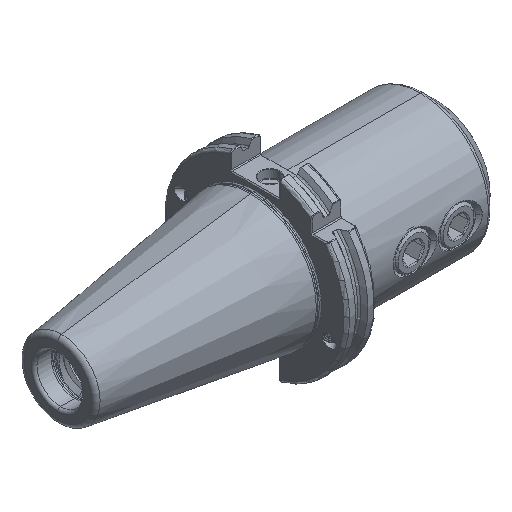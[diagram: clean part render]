
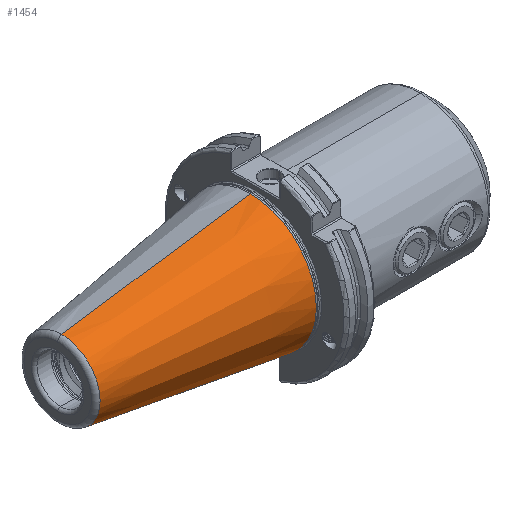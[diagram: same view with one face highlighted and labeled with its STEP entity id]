
A CAD part, isometric view. The second image highlights one B-rep face of the part: STEP entity #1454.
In plain terms, the highlighted conical face has half-angle 8.297 degrees and reference radius 35.392 mm.
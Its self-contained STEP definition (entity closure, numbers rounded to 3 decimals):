
#766 = CARTESIAN_POINT ( 'NONE',  ( -102.811, 0., 0. ) ) ;
#861 = DIRECTION ( 'NONE',  ( 1., 0., 0. ) ) ;
#1015 = DIRECTION ( 'NONE',  ( 0., 0., 1. ) ) ;
#1454 = ADVANCED_FACE ( 'NONE', ( #16701 ), #16651, .T. ) ;
#1582 = EDGE_CURVE ( 'NONE', #28905, #28891, #23040, .T. ) ;
#1819 = EDGE_CURVE ( 'NONE', #28867, #28873, #21898, .T. ) ;
#2144 = DIRECTION ( 'NONE',  ( 0., 0., -1. ) ) ;
#2195 = DIRECTION ( 'NONE',  ( 1., 0., 0. ) ) ;
#2242 = CARTESIAN_POINT ( 'NONE',  ( 0., 0., 0. ) ) ;
#11339 = AXIS2_PLACEMENT_3D ( 'NONE', #2242, #2195, #2144 ) ;
#11517 = AXIS2_PLACEMENT_3D ( 'NONE', #26437, #26461, #26479 ) ;
#11525 = AXIS2_PLACEMENT_3D ( 'NONE', #19636, #19519, #19470 ) ;
#11526 = AXIS2_PLACEMENT_3D ( 'NONE', #766, #861, #1015 ) ;
#13450 = CARTESIAN_POINT ( 'NONE',  ( 0., 0., -35.392 ) ) ;
#13451 = DIRECTION ( 'NONE',  ( 0.99, 0., -0.144 ) ) ;
#16651 = CONICAL_SURFACE ( 'NONE', #11339, 35.392, 0.145 ) ;
#16701 = FACE_OUTER_BOUND ( 'NONE', #20365, .T. ) ;
#16903 = ORIENTED_EDGE ( 'NONE', *, *, #1819, .T. ) ;
#16939 = ORIENTED_EDGE ( 'NONE', *, *, #27343, .F. ) ;
#16943 = ORIENTED_EDGE ( 'NONE', *, *, #27274, .T. ) ;
#16953 = ORIENTED_EDGE ( 'NONE', *, *, #1582, .F. ) ;
#16959 = ORIENTED_EDGE ( 'NONE', *, *, #27392, .F. ) ;
#19470 = DIRECTION ( 'NONE',  ( 0., 1., 0. ) ) ;
#19519 = DIRECTION ( 'NONE',  ( 1., 0., 0. ) ) ;
#19636 = CARTESIAN_POINT ( 'NONE',  ( -2.5, 0., 0. ) ) ;
#20365 = EDGE_LOOP ( 'NONE', ( #16953, #16943, #16903, #16939, #16959 ) ) ;
#21898 = LINE ( 'NONE', #13450, #21931 ) ;
#21931 = VECTOR ( 'NONE', #13451, 1000. ) ;
#23040 = LINE ( 'NONE', #31811, #23079 ) ;
#23079 = VECTOR ( 'NONE', #31804, 1000. ) ;
#25043 = CARTESIAN_POINT ( 'NONE',  ( -102.811, 0., -20.399 ) ) ;
#25045 = CARTESIAN_POINT ( 'NONE',  ( -2.5, 0., -35.027 ) ) ;
#25051 = CARTESIAN_POINT ( 'NONE',  ( -2.5, -35.027, 0. ) ) ;
#25052 = CARTESIAN_POINT ( 'NONE',  ( -2.5, 0., 35.027 ) ) ;
#25060 = CARTESIAN_POINT ( 'NONE',  ( -102.811, 0., 20.399 ) ) ;
#26437 = CARTESIAN_POINT ( 'NONE',  ( -2.5, 0., 0. ) ) ;
#26461 = DIRECTION ( 'NONE',  ( 1., 0., 0. ) ) ;
#26479 = DIRECTION ( 'NONE',  ( 0., 1., 0. ) ) ;
#27274 = EDGE_CURVE ( 'NONE', #28905, #28867, #30725, .T. ) ;
#27343 = EDGE_CURVE ( 'NONE', #28885, #28873, #30804, .T. ) ;
#27392 = EDGE_CURVE ( 'NONE', #28891, #28885, #30865, .T. ) ;
#28867 = VERTEX_POINT ( 'NONE', #25043 ) ;
#28873 = VERTEX_POINT ( 'NONE', #25045 ) ;
#28885 = VERTEX_POINT ( 'NONE', #25051 ) ;
#28891 = VERTEX_POINT ( 'NONE', #25052 ) ;
#28905 = VERTEX_POINT ( 'NONE', #25060 ) ;
#30725 = CIRCLE ( 'NONE', #11526, 20.399 ) ;
#30804 = CIRCLE ( 'NONE', #11517, 35.027 ) ;
#30865 = CIRCLE ( 'NONE', #11525, 35.027 ) ;
#31804 = DIRECTION ( 'NONE',  ( 0.99, 0., 0.144 ) ) ;
#31811 = CARTESIAN_POINT ( 'NONE',  ( 0., 0., 35.392 ) ) ;
